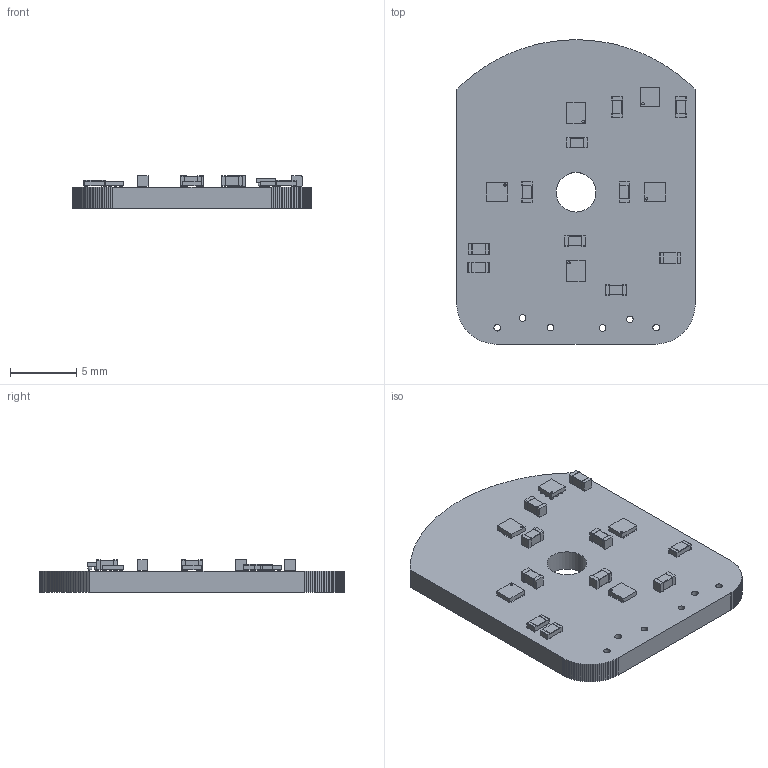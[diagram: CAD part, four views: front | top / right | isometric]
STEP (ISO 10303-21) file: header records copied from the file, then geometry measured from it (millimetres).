
FILE_DESCRIPTION(('KiCad electronic assembly'),'2;1');
FILE_NAME('BYTE_Magnetic.step','2021-09-06T22:59:48',('An Author'),( 'A Company'),'Open CASCADE STEP processor 6.9', 'KiCad to STEP converter','Unknown');
FILE_SCHEMA(('AUTOMOTIVE_DESIGN { 1 0 10303 214 1 1 1 1 }'));
Length unit declared in the file: millimetre
Products named in the file (10): Open CASCADE STEP translator 6.9 1; C_0603_1608Metric; SOLID; SI7210-B-10-IM2; COMPOUND; DRV2605YZFR; R_0603_1608Metric
Assembly tree (20 placements, depth 3):
  Open CASCADE STEP translator 6.9 1
    C_0603_1608Metric  x7
      SOLID
    SI7210-B-10-IM2  x4
      COMPOUND
    DRV2605YZFR
      COMPOUND
    R_0603_1608Metric  x3
      SOLID
    COMPOUND
Bounding box: 18 x 23 x 2.45 mm (x, y, z)
Volume: 621.6 mm3; surface area: 1009.8 mm2
Topology: 57 solids, 57 shells, 655 faces, 1608 edges, 1068 vertices
Faces by surface type: plane 494, cylinder 152, sphere 9
Full cylindrical faces by diameter (mm): 0.175 x4, 0.18 x1, 0.5 x6, 3 x1
Entity records: 17740 total; most frequent: CARTESIAN_POINT 2957, DIRECTION 2662, LINE 1892, VECTOR 1892, ORIENTED_EDGE 1360, PCURVE 1360, DEFINITIONAL_REPRESENTATION 1360, EDGE_CURVE 680
